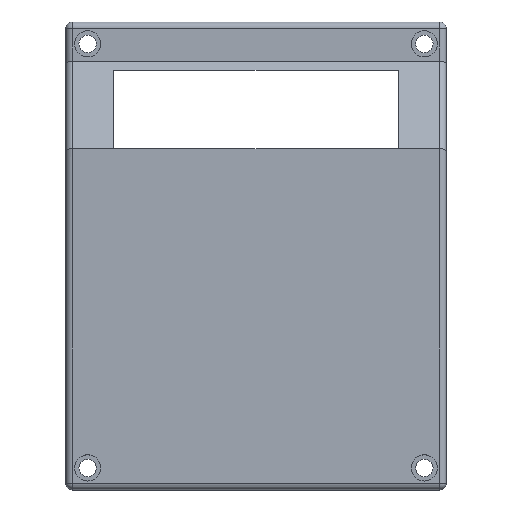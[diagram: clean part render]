
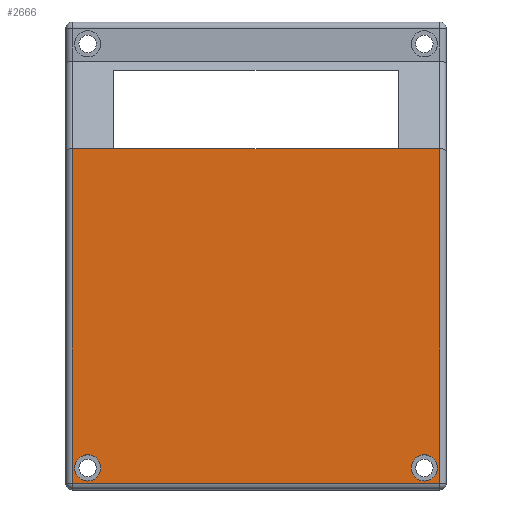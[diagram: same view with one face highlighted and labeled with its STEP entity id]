
A CAD part, top view. The second image highlights one B-rep face of the part: STEP entity #2666.
In plain terms, the highlighted planar face has unit normal (0, 0, 1).
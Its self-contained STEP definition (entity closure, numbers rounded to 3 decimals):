
#819 = CYLINDRICAL_SURFACE('',#820,0.75);
#820 = AXIS2_PLACEMENT_3D('',#821,#822,#823);
#821 = CARTESIAN_POINT('',(21.75,-26.,15.25));
#822 = DIRECTION('',(-1.,0.,0.));
#823 = DIRECTION('',(0.,-1.,0.));
#981 = CYLINDRICAL_SURFACE('',#982,0.75);
#982 = AXIS2_PLACEMENT_3D('',#983,#984,#985);
#983 = CARTESIAN_POINT('',(-21.,-26.75,15.25));
#984 = DIRECTION('',(0.,1.,0.));
#985 = DIRECTION('',(-1.,0.,0.));
#1123 = CYLINDRICAL_SURFACE('',#1124,0.75);
#1124 = AXIS2_PLACEMENT_3D('',#1125,#1126,#1127);
#1125 = CARTESIAN_POINT('',(21.,12.25,15.25));
#1126 = DIRECTION('',(0.,-1.,0.));
#1127 = DIRECTION('',(1.,0.,0.));
#1644 = PLANE('',#1645);
#1645 = AXIS2_PLACEMENT_3D('',#1646,#1647,#1648);
#1646 = CARTESIAN_POINT('',(21.75,22.25,6.));
#1647 = DIRECTION('',(0.,0.707,0.707));
#1648 = DIRECTION('',(0.,-0.707,0.707));
#1765 = VERTEX_POINT('',#1766);
#1766 = CARTESIAN_POINT('',(21.,-26.,16.));
#1786 = EDGE_CURVE('',#1765,#1787,#1789,.T.);
#1787 = VERTEX_POINT('',#1788);
#1788 = CARTESIAN_POINT('',(-21.,-26.,16.));
#1789 = SURFACE_CURVE('',#1790,(#1794,#1801),.PCURVE_S1.);
#1790 = LINE('',#1791,#1792);
#1791 = CARTESIAN_POINT('',(21.75,-26.,16.));
#1792 = VECTOR('',#1793,1.);
#1793 = DIRECTION('',(-1.,0.,0.));
#1794 = PCURVE('',#819,#1795);
#1795 = DEFINITIONAL_REPRESENTATION('',(#1796),#1800);
#1796 = LINE('',#1797,#1798);
#1797 = CARTESIAN_POINT('',(1.571,0.));
#1798 = VECTOR('',#1799,1.);
#1799 = DIRECTION('',(0.,1.));
#1800 = ( GEOMETRIC_REPRESENTATION_CONTEXT(2) 
PARAMETRIC_REPRESENTATION_CONTEXT() REPRESENTATION_CONTEXT('2D SPACE',''
  ) );
#1801 = PCURVE('',#1802,#1807);
#1802 = PLANE('',#1803);
#1803 = AXIS2_PLACEMENT_3D('',#1804,#1805,#1806);
#1804 = CARTESIAN_POINT('',(0.,0.,16.));
#1805 = DIRECTION('',(-0.,-0.,-1.));
#1806 = DIRECTION('',(-1.,0.,0.));
#1807 = DEFINITIONAL_REPRESENTATION('',(#1808),#1812);
#1808 = LINE('',#1809,#1810);
#1809 = CARTESIAN_POINT('',(-21.75,-26.));
#1810 = VECTOR('',#1811,1.);
#1811 = DIRECTION('',(1.,0.));
#1812 = ( GEOMETRIC_REPRESENTATION_CONTEXT(2) 
PARAMETRIC_REPRESENTATION_CONTEXT() REPRESENTATION_CONTEXT('2D SPACE',''
  ) );
#1929 = EDGE_CURVE('',#1787,#1930,#1932,.T.);
#1930 = VERTEX_POINT('',#1931);
#1931 = CARTESIAN_POINT('',(-21.,12.25,16.));
#1932 = SURFACE_CURVE('',#1933,(#1937,#1944),.PCURVE_S1.);
#1933 = LINE('',#1934,#1935);
#1934 = CARTESIAN_POINT('',(-21.,-26.75,16.));
#1935 = VECTOR('',#1936,1.);
#1936 = DIRECTION('',(0.,1.,0.));
#1937 = PCURVE('',#981,#1938);
#1938 = DEFINITIONAL_REPRESENTATION('',(#1939),#1943);
#1939 = LINE('',#1940,#1941);
#1940 = CARTESIAN_POINT('',(1.571,0.));
#1941 = VECTOR('',#1942,1.);
#1942 = DIRECTION('',(0.,1.));
#1943 = ( GEOMETRIC_REPRESENTATION_CONTEXT(2) 
PARAMETRIC_REPRESENTATION_CONTEXT() REPRESENTATION_CONTEXT('2D SPACE',''
  ) );
#1944 = PCURVE('',#1802,#1945);
#1945 = DEFINITIONAL_REPRESENTATION('',(#1946),#1950);
#1946 = LINE('',#1947,#1948);
#1947 = CARTESIAN_POINT('',(21.,-26.75));
#1948 = VECTOR('',#1949,1.);
#1949 = DIRECTION('',(0.,1.));
#1950 = ( GEOMETRIC_REPRESENTATION_CONTEXT(2) 
PARAMETRIC_REPRESENTATION_CONTEXT() REPRESENTATION_CONTEXT('2D SPACE',''
  ) );
#2016 = VERTEX_POINT('',#2017);
#2017 = CARTESIAN_POINT('',(21.,12.25,16.));
#2049 = EDGE_CURVE('',#2016,#1765,#2050,.T.);
#2050 = SURFACE_CURVE('',#2051,(#2055,#2062),.PCURVE_S1.);
#2051 = LINE('',#2052,#2053);
#2052 = CARTESIAN_POINT('',(21.,12.25,16.));
#2053 = VECTOR('',#2054,1.);
#2054 = DIRECTION('',(0.,-1.,0.));
#2055 = PCURVE('',#1123,#2056);
#2056 = DEFINITIONAL_REPRESENTATION('',(#2057),#2061);
#2057 = LINE('',#2058,#2059);
#2058 = CARTESIAN_POINT('',(1.571,0.));
#2059 = VECTOR('',#2060,1.);
#2060 = DIRECTION('',(0.,1.));
#2061 = ( GEOMETRIC_REPRESENTATION_CONTEXT(2) 
PARAMETRIC_REPRESENTATION_CONTEXT() REPRESENTATION_CONTEXT('2D SPACE',''
  ) );
#2062 = PCURVE('',#1802,#2063);
#2063 = DEFINITIONAL_REPRESENTATION('',(#2064),#2068);
#2064 = LINE('',#2065,#2066);
#2065 = CARTESIAN_POINT('',(-21.,12.25));
#2066 = VECTOR('',#2067,1.);
#2067 = DIRECTION('',(0.,-1.));
#2068 = ( GEOMETRIC_REPRESENTATION_CONTEXT(2) 
PARAMETRIC_REPRESENTATION_CONTEXT() REPRESENTATION_CONTEXT('2D SPACE',''
  ) );
#2157 = CYLINDRICAL_SURFACE('',#2158,1.5);
#2158 = AXIS2_PLACEMENT_3D('',#2159,#2160,#2161);
#2159 = CARTESIAN_POINT('',(-19.25,-24.25,16.));
#2160 = DIRECTION('',(0.,0.,1.));
#2161 = DIRECTION('',(1.,0.,0.));
#2192 = CYLINDRICAL_SURFACE('',#2193,1.5);
#2193 = AXIS2_PLACEMENT_3D('',#2194,#2195,#2196);
#2194 = CARTESIAN_POINT('',(19.25,-24.25,16.));
#2195 = DIRECTION('',(0.,0.,1.));
#2196 = DIRECTION('',(1.,0.,0.));
#2503 = EDGE_CURVE('',#2016,#2504,#2506,.T.);
#2504 = VERTEX_POINT('',#2505);
#2505 = CARTESIAN_POINT('',(16.25,12.25,16.));
#2506 = SURFACE_CURVE('',#2507,(#2511,#2518),.PCURVE_S1.);
#2507 = LINE('',#2508,#2509);
#2508 = CARTESIAN_POINT('',(21.75,12.25,16.));
#2509 = VECTOR('',#2510,1.);
#2510 = DIRECTION('',(-1.,-0.,-0.));
#2511 = PCURVE('',#1644,#2512);
#2512 = DEFINITIONAL_REPRESENTATION('',(#2513),#2517);
#2513 = LINE('',#2514,#2515);
#2514 = CARTESIAN_POINT('',(14.142,0.));
#2515 = VECTOR('',#2516,1.);
#2516 = DIRECTION('',(0.,-1.));
#2517 = ( GEOMETRIC_REPRESENTATION_CONTEXT(2) 
PARAMETRIC_REPRESENTATION_CONTEXT() REPRESENTATION_CONTEXT('2D SPACE',''
  ) );
#2518 = PCURVE('',#1802,#2519);
#2519 = DEFINITIONAL_REPRESENTATION('',(#2520),#2524);
#2520 = LINE('',#2521,#2522);
#2521 = CARTESIAN_POINT('',(-21.75,12.25));
#2522 = VECTOR('',#2523,1.);
#2523 = DIRECTION('',(1.,0.));
#2524 = ( GEOMETRIC_REPRESENTATION_CONTEXT(2) 
PARAMETRIC_REPRESENTATION_CONTEXT() REPRESENTATION_CONTEXT('2D SPACE',''
  ) );
#2529 = EDGE_CURVE('',#2530,#1930,#2532,.T.);
#2530 = VERTEX_POINT('',#2531);
#2531 = CARTESIAN_POINT('',(-16.25,12.25,16.));
#2532 = SURFACE_CURVE('',#2533,(#2537,#2544),.PCURVE_S1.);
#2533 = LINE('',#2534,#2535);
#2534 = CARTESIAN_POINT('',(21.75,12.25,16.));
#2535 = VECTOR('',#2536,1.);
#2536 = DIRECTION('',(-1.,-0.,-0.));
#2537 = PCURVE('',#1644,#2538);
#2538 = DEFINITIONAL_REPRESENTATION('',(#2539),#2543);
#2539 = LINE('',#2540,#2541);
#2540 = CARTESIAN_POINT('',(14.142,0.));
#2541 = VECTOR('',#2542,1.);
#2542 = DIRECTION('',(0.,-1.));
#2543 = ( GEOMETRIC_REPRESENTATION_CONTEXT(2) 
PARAMETRIC_REPRESENTATION_CONTEXT() REPRESENTATION_CONTEXT('2D SPACE',''
  ) );
#2544 = PCURVE('',#1802,#2545);
#2545 = DEFINITIONAL_REPRESENTATION('',(#2546),#2550);
#2546 = LINE('',#2547,#2548);
#2547 = CARTESIAN_POINT('',(-21.75,12.25));
#2548 = VECTOR('',#2549,1.);
#2549 = DIRECTION('',(1.,0.));
#2550 = ( GEOMETRIC_REPRESENTATION_CONTEXT(2) 
PARAMETRIC_REPRESENTATION_CONTEXT() REPRESENTATION_CONTEXT('2D SPACE',''
  ) );
#2666 = ADVANCED_FACE('',(#2667,#2700,#2730),#1802,.F.);
#2667 = FACE_BOUND('',#2668,.F.);
#2668 = EDGE_LOOP('',(#2669,#2670,#2696,#2697,#2698,#2699));
#2669 = ORIENTED_EDGE('',*,*,#2529,.F.);
#2670 = ORIENTED_EDGE('',*,*,#2671,.T.);
#2671 = EDGE_CURVE('',#2530,#2504,#2672,.T.);
#2672 = SURFACE_CURVE('',#2673,(#2677,#2684),.PCURVE_S1.);
#2673 = LINE('',#2674,#2675);
#2674 = CARTESIAN_POINT('',(-16.25,12.25,16.));
#2675 = VECTOR('',#2676,1.);
#2676 = DIRECTION('',(1.,0.,0.));
#2677 = PCURVE('',#1802,#2678);
#2678 = DEFINITIONAL_REPRESENTATION('',(#2679),#2683);
#2679 = LINE('',#2680,#2681);
#2680 = CARTESIAN_POINT('',(16.25,12.25));
#2681 = VECTOR('',#2682,1.);
#2682 = DIRECTION('',(-1.,0.));
#2683 = ( GEOMETRIC_REPRESENTATION_CONTEXT(2) 
PARAMETRIC_REPRESENTATION_CONTEXT() REPRESENTATION_CONTEXT('2D SPACE',''
  ) );
#2684 = PCURVE('',#2685,#2690);
#2685 = PLANE('',#2686);
#2686 = AXIS2_PLACEMENT_3D('',#2687,#2688,#2689);
#2687 = CARTESIAN_POINT('',(-16.25,12.25,0.));
#2688 = DIRECTION('',(0.,1.,0.));
#2689 = DIRECTION('',(1.,0.,0.));
#2690 = DEFINITIONAL_REPRESENTATION('',(#2691),#2695);
#2691 = LINE('',#2692,#2693);
#2692 = CARTESIAN_POINT('',(0.,-16.));
#2693 = VECTOR('',#2694,1.);
#2694 = DIRECTION('',(1.,0.));
#2695 = ( GEOMETRIC_REPRESENTATION_CONTEXT(2) 
PARAMETRIC_REPRESENTATION_CONTEXT() REPRESENTATION_CONTEXT('2D SPACE',''
  ) );
#2696 = ORIENTED_EDGE('',*,*,#2503,.F.);
#2697 = ORIENTED_EDGE('',*,*,#2049,.T.);
#2698 = ORIENTED_EDGE('',*,*,#1786,.T.);
#2699 = ORIENTED_EDGE('',*,*,#1929,.T.);
#2700 = FACE_BOUND('',#2701,.F.);
#2701 = EDGE_LOOP('',(#2702));
#2702 = ORIENTED_EDGE('',*,*,#2703,.T.);
#2703 = EDGE_CURVE('',#2704,#2704,#2706,.T.);
#2704 = VERTEX_POINT('',#2705);
#2705 = CARTESIAN_POINT('',(20.75,-24.25,16.));
#2706 = SURFACE_CURVE('',#2707,(#2712,#2723),.PCURVE_S1.);
#2707 = CIRCLE('',#2708,1.5);
#2708 = AXIS2_PLACEMENT_3D('',#2709,#2710,#2711);
#2709 = CARTESIAN_POINT('',(19.25,-24.25,16.));
#2710 = DIRECTION('',(0.,0.,1.));
#2711 = DIRECTION('',(1.,0.,0.));
#2712 = PCURVE('',#1802,#2713);
#2713 = DEFINITIONAL_REPRESENTATION('',(#2714),#2722);
#2714 = ( BOUNDED_CURVE() B_SPLINE_CURVE(2,(#2715,#2716,#2717,#2718,
#2719,#2720,#2721),.UNSPECIFIED.,.T.,.F.) B_SPLINE_CURVE_WITH_KNOTS((1,2
    ,2,2,2,1),(-2.094,0.,2.094,4.189,
6.283,8.378),.UNSPECIFIED.) CURVE() 
GEOMETRIC_REPRESENTATION_ITEM() RATIONAL_B_SPLINE_CURVE((1.,0.5,1.,0.5,
1.,0.5,1.)) REPRESENTATION_ITEM('') );
#2715 = CARTESIAN_POINT('',(-20.75,-24.25));
#2716 = CARTESIAN_POINT('',(-20.75,-21.652));
#2717 = CARTESIAN_POINT('',(-18.5,-22.951));
#2718 = CARTESIAN_POINT('',(-16.25,-24.25));
#2719 = CARTESIAN_POINT('',(-18.5,-25.549));
#2720 = CARTESIAN_POINT('',(-20.75,-26.848));
#2721 = CARTESIAN_POINT('',(-20.75,-24.25));
#2722 = ( GEOMETRIC_REPRESENTATION_CONTEXT(2) 
PARAMETRIC_REPRESENTATION_CONTEXT() REPRESENTATION_CONTEXT('2D SPACE',''
  ) );
#2723 = PCURVE('',#2192,#2724);
#2724 = DEFINITIONAL_REPRESENTATION('',(#2725),#2729);
#2725 = LINE('',#2726,#2727);
#2726 = CARTESIAN_POINT('',(0.,0.));
#2727 = VECTOR('',#2728,1.);
#2728 = DIRECTION('',(1.,0.));
#2729 = ( GEOMETRIC_REPRESENTATION_CONTEXT(2) 
PARAMETRIC_REPRESENTATION_CONTEXT() REPRESENTATION_CONTEXT('2D SPACE',''
  ) );
#2730 = FACE_BOUND('',#2731,.F.);
#2731 = EDGE_LOOP('',(#2732));
#2732 = ORIENTED_EDGE('',*,*,#2733,.T.);
#2733 = EDGE_CURVE('',#2734,#2734,#2736,.T.);
#2734 = VERTEX_POINT('',#2735);
#2735 = CARTESIAN_POINT('',(-17.75,-24.25,16.));
#2736 = SURFACE_CURVE('',#2737,(#2742,#2753),.PCURVE_S1.);
#2737 = CIRCLE('',#2738,1.5);
#2738 = AXIS2_PLACEMENT_3D('',#2739,#2740,#2741);
#2739 = CARTESIAN_POINT('',(-19.25,-24.25,16.));
#2740 = DIRECTION('',(0.,0.,1.));
#2741 = DIRECTION('',(1.,0.,0.));
#2742 = PCURVE('',#1802,#2743);
#2743 = DEFINITIONAL_REPRESENTATION('',(#2744),#2752);
#2744 = ( BOUNDED_CURVE() B_SPLINE_CURVE(2,(#2745,#2746,#2747,#2748,
#2749,#2750,#2751),.UNSPECIFIED.,.T.,.F.) B_SPLINE_CURVE_WITH_KNOTS((1,2
    ,2,2,2,1),(-2.094,0.,2.094,4.189,
6.283,8.378),.UNSPECIFIED.) CURVE() 
GEOMETRIC_REPRESENTATION_ITEM() RATIONAL_B_SPLINE_CURVE((1.,0.5,1.,0.5,
1.,0.5,1.)) REPRESENTATION_ITEM('') );
#2745 = CARTESIAN_POINT('',(17.75,-24.25));
#2746 = CARTESIAN_POINT('',(17.75,-21.652));
#2747 = CARTESIAN_POINT('',(20.,-22.951));
#2748 = CARTESIAN_POINT('',(22.25,-24.25));
#2749 = CARTESIAN_POINT('',(20.,-25.549));
#2750 = CARTESIAN_POINT('',(17.75,-26.848));
#2751 = CARTESIAN_POINT('',(17.75,-24.25));
#2752 = ( GEOMETRIC_REPRESENTATION_CONTEXT(2) 
PARAMETRIC_REPRESENTATION_CONTEXT() REPRESENTATION_CONTEXT('2D SPACE',''
  ) );
#2753 = PCURVE('',#2157,#2754);
#2754 = DEFINITIONAL_REPRESENTATION('',(#2755),#2759);
#2755 = LINE('',#2756,#2757);
#2756 = CARTESIAN_POINT('',(0.,0.));
#2757 = VECTOR('',#2758,1.);
#2758 = DIRECTION('',(1.,0.));
#2759 = ( GEOMETRIC_REPRESENTATION_CONTEXT(2) 
PARAMETRIC_REPRESENTATION_CONTEXT() REPRESENTATION_CONTEXT('2D SPACE',''
  ) );
